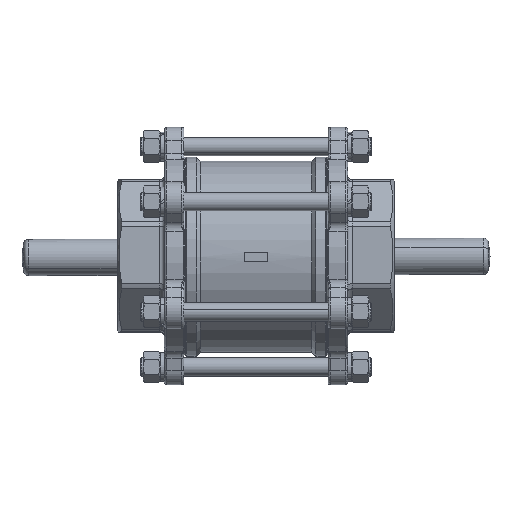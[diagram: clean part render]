
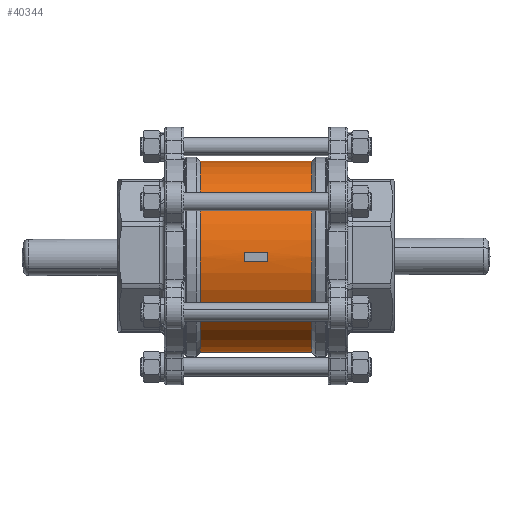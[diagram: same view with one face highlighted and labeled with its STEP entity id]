
A CAD part, front view. The second image highlights one B-rep face of the part: STEP entity #40344.
In plain terms, the highlighted cylindrical face has radius 83 mm (diameter 166 mm), a partial arc.
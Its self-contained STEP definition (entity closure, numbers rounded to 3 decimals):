
#930 = EDGE_CURVE ( 'NONE', #54298, #26765, #9733, .T. ) ;
#1274 = ORIENTED_EDGE ( 'NONE', *, *, #15785, .T. ) ;
#2013 = CIRCLE ( 'NONE', #54777, 83. ) ;
#2419 = VERTEX_POINT ( 'NONE', #46072 ) ;
#4804 = CYLINDRICAL_SURFACE ( 'NONE', #11584, 83. ) ;
#5638 = VERTEX_POINT ( 'NONE', #41539 ) ;
#6122 = CIRCLE ( 'NONE', #20522, 83. ) ;
#7134 = DIRECTION ( 'NONE',  ( 1., 0., 0. ) ) ;
#7320 = DIRECTION ( 'NONE',  ( 0., 0., -1. ) ) ;
#8867 = LINE ( 'NONE', #26832, #46993 ) ;
#9733 = CIRCLE ( 'NONE', #36735, 83. ) ;
#10109 = EDGE_LOOP ( 'NONE', ( #44068, #19847, #1274, #41200 ) ) ;
#11558 = CARTESIAN_POINT ( 'NONE',  ( 48.5, 0., 0. ) ) ;
#11584 = AXIS2_PLACEMENT_3D ( 'NONE', #32373, #35585, #23342 ) ;
#12183 = DIRECTION ( 'NONE',  ( -1., 0., 0. ) ) ;
#12527 = DIRECTION ( 'NONE',  ( 1., 0., 0. ) ) ;
#13082 = VECTOR ( 'NONE', #13859, 1000. ) ;
#13659 = CARTESIAN_POINT ( 'NONE',  ( 0., 0., -83. ) ) ;
#13859 = DIRECTION ( 'NONE',  ( -1., 0., 0. ) ) ;
#14577 = ORIENTED_EDGE ( 'NONE', *, *, #930, .T. ) ;
#15043 = FACE_OUTER_BOUND ( 'NONE', #52232, .T. ) ;
#15450 = VERTEX_POINT ( 'NONE', #52219 ) ;
#15785 = EDGE_CURVE ( 'NONE', #54172, #27524, #52685, .T. ) ;
#16646 = DIRECTION ( 'NONE',  ( 1., 0., 0. ) ) ;
#17762 = CARTESIAN_POINT ( 'NONE',  ( 0., -82.904, -4. ) ) ;
#17935 = DIRECTION ( 'NONE',  ( 1., 0., 0. ) ) ;
#19847 = ORIENTED_EDGE ( 'NONE', *, *, #53188, .T. ) ;
#20522 = AXIS2_PLACEMENT_3D ( 'NONE', #44521, #12183, #7320 ) ;
#20813 = VERTEX_POINT ( 'NONE', #58640 ) ;
#22058 = ORIENTED_EDGE ( 'NONE', *, *, #22123, .F. ) ;
#22123 = EDGE_CURVE ( 'NONE', #20813, #5638, #52545, .T. ) ;
#22225 = VECTOR ( 'NONE', #60151, 1000. ) ;
#23342 = DIRECTION ( 'NONE',  ( 0., 0., -1. ) ) ;
#24717 = VECTOR ( 'NONE', #7134, 1000. ) ;
#26577 = DIRECTION ( 'NONE',  ( 0., 0., -1. ) ) ;
#26607 = CARTESIAN_POINT ( 'NONE',  ( 10., 0., 0. ) ) ;
#26765 = VERTEX_POINT ( 'NONE', #57469 ) ;
#26832 = CARTESIAN_POINT ( 'NONE',  ( 0., 0., 83. ) ) ;
#27524 = VERTEX_POINT ( 'NONE', #33889 ) ;
#29794 = EDGE_CURVE ( 'NONE', #27524, #2419, #6122, .T. ) ;
#29803 = DIRECTION ( 'NONE',  ( 0., 0., -1. ) ) ;
#31091 = DIRECTION ( 'NONE',  ( 1., 0., 0. ) ) ;
#31705 = DIRECTION ( 'NONE',  ( 0., 0., 1. ) ) ;
#32373 = CARTESIAN_POINT ( 'NONE',  ( 0., 0., 0. ) ) ;
#33889 = CARTESIAN_POINT ( 'NONE',  ( -10., -82.904, -4. ) ) ;
#35585 = DIRECTION ( 'NONE',  ( 1., 0., 0. ) ) ;
#36735 = AXIS2_PLACEMENT_3D ( 'NONE', #55026, #17935, #26577 ) ;
#38420 = ORIENTED_EDGE ( 'NONE', *, *, #49666, .F. ) ;
#40133 = LINE ( 'NONE', #49678, #24717 ) ;
#40344 = ADVANCED_FACE ( 'NONE', ( #15043, #45057 ), #4804, .T. ) ;
#41200 = ORIENTED_EDGE ( 'NONE', *, *, #29794, .T. ) ;
#41539 = CARTESIAN_POINT ( 'NONE',  ( 48.5, 0., -83. ) ) ;
#44068 = ORIENTED_EDGE ( 'NONE', *, *, #53610, .T. ) ;
#44521 = CARTESIAN_POINT ( 'NONE',  ( -10., 0., 0. ) ) ;
#45057 = FACE_BOUND ( 'NONE', #10109, .T. ) ;
#46072 = CARTESIAN_POINT ( 'NONE',  ( -10., -82.904, 4. ) ) ;
#46993 = VECTOR ( 'NONE', #12527, 1000. ) ;
#47168 = LINE ( 'NONE', #13659, #22225 ) ;
#48793 = ORIENTED_EDGE ( 'NONE', *, *, #55809, .T. ) ;
#49434 = CARTESIAN_POINT ( 'NONE',  ( 10., -82.904, -4. ) ) ;
#49666 = EDGE_CURVE ( 'NONE', #54298, #20813, #8867, .T. ) ;
#49678 = CARTESIAN_POINT ( 'NONE',  ( 0., -82.904, 4. ) ) ;
#52219 = CARTESIAN_POINT ( 'NONE',  ( 10., -82.904, 4. ) ) ;
#52232 = EDGE_LOOP ( 'NONE', ( #38420, #14577, #48793, #22058 ) ) ;
#52545 = CIRCLE ( 'NONE', #58643, 83. ) ;
#52685 = LINE ( 'NONE', #17762, #13082 ) ;
#53188 = EDGE_CURVE ( 'NONE', #15450, #54172, #2013, .T. ) ;
#53610 = EDGE_CURVE ( 'NONE', #2419, #15450, #40133, .T. ) ;
#54172 = VERTEX_POINT ( 'NONE', #49434 ) ;
#54298 = VERTEX_POINT ( 'NONE', #55729 ) ;
#54777 = AXIS2_PLACEMENT_3D ( 'NONE', #26607, #31091, #31705 ) ;
#55026 = CARTESIAN_POINT ( 'NONE',  ( -48.5, 0., 0. ) ) ;
#55729 = CARTESIAN_POINT ( 'NONE',  ( -48.5, 0., 83. ) ) ;
#55809 = EDGE_CURVE ( 'NONE', #26765, #5638, #47168, .T. ) ;
#57469 = CARTESIAN_POINT ( 'NONE',  ( -48.5, 0., -83. ) ) ;
#58640 = CARTESIAN_POINT ( 'NONE',  ( 48.5, 0., 83. ) ) ;
#58643 = AXIS2_PLACEMENT_3D ( 'NONE', #11558, #16646, #29803 ) ;
#60151 = DIRECTION ( 'NONE',  ( 1., 0., 0. ) ) ;
